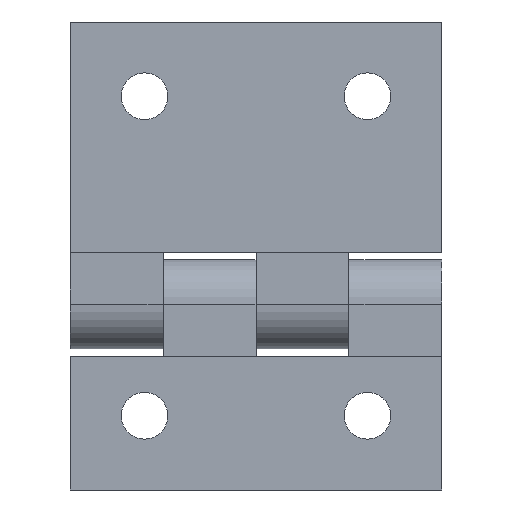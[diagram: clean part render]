
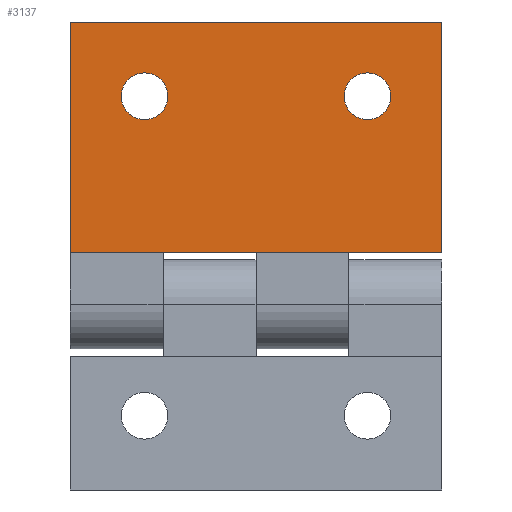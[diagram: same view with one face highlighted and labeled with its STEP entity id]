
A CAD part, left-side view. The second image highlights one B-rep face of the part: STEP entity #3137.
In plain terms, the highlighted planar face has unit normal (-1, 0, 0).
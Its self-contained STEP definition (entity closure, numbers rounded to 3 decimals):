
#1620=CIRCLE('',#3001,3.15);
#1621=CIRCLE('',#3002,3.15);
#1760=ORIENTED_EDGE('',*,*,#2345,.F.);
#1761=ORIENTED_EDGE('',*,*,#2372,.T.);
#1762=ORIENTED_EDGE('',*,*,#2374,.T.);
#1763=ORIENTED_EDGE('',*,*,#2324,.T.);
#1764=ORIENTED_EDGE('',*,*,#2375,.F.);
#1765=ORIENTED_EDGE('',*,*,#2376,.F.);
#1963=VECTOR('',#2671,1.);
#1981=VECTOR('',#2703,1.);
#2004=VECTOR('',#2756,1.);
#2006=VECTOR('',#2762,1.);
#2087=LINE('',#3229,#1963);
#2105=LINE('',#3268,#1981);
#2128=LINE('',#3323,#2004);
#2130=LINE('',#3327,#2006);
#2213=VERTEX_POINT('',#3226);
#2214=VERTEX_POINT('',#3228);
#2228=VERTEX_POINT('',#3266);
#2245=VERTEX_POINT('',#3321);
#2246=VERTEX_POINT('',#3329);
#2247=VERTEX_POINT('',#3331);
#2324=EDGE_CURVE('',#2214,#2213,#2087,.T.);
#2345=EDGE_CURVE('',#2228,#2213,#2105,.T.);
#2372=EDGE_CURVE('',#2228,#2245,#2128,.T.);
#2374=EDGE_CURVE('',#2245,#2214,#2130,.T.);
#2375=EDGE_CURVE('',#2246,#2246,#1620,.T.);
#2376=EDGE_CURVE('',#2247,#2247,#1621,.T.);
#2487=EDGE_LOOP('',(#1760,#1761,#1762,#1763));
#2488=EDGE_LOOP('',(#1764));
#2489=EDGE_LOOP('',(#1765));
#2579=FACE_BOUND('',#2487,.T.);
#2580=FACE_BOUND('',#2488,.T.);
#2581=FACE_BOUND('',#2489,.T.);
#2671=DIRECTION('',(0.,31.,0.));
#2703=DIRECTION('',(0.,0.,50.));
#2756=DIRECTION('',(0.,-31.,0.));
#2762=DIRECTION('',(0.,0.,50.));
#2763=DIRECTION('',(-1.,0.,0.));
#2764=DIRECTION('',(0.,1.,0.));
#2765=DIRECTION('',(-1.,0.,0.));
#2766=DIRECTION('',(0.,0.,3.15));
#2767=DIRECTION('',(-1.,0.,0.));
#2768=DIRECTION('',(0.,0.,3.15));
#3000=AXIS2_PLACEMENT_3D('',#3328,#2763,#2764);
#3001=AXIS2_PLACEMENT_3D('',#3330,#2765,#2766);
#3002=AXIS2_PLACEMENT_3D('',#3332,#2767,#2768);
#3088=PLANE('',#3000);
#3137=ADVANCED_FACE('',(#2579,#2580,#2581),#3088,.T.);
#3226=CARTESIAN_POINT('',(0.,-7.,25.));
#3228=CARTESIAN_POINT('',(0.,-38.,25.));
#3229=CARTESIAN_POINT('',(0.,-38.,25.));
#3266=CARTESIAN_POINT('',(0.,-7.,-25.));
#3268=CARTESIAN_POINT('',(0.,-7.,-25.));
#3321=CARTESIAN_POINT('',(0.,-38.,-25.));
#3323=CARTESIAN_POINT('',(0.,-7.,-25.));
#3327=CARTESIAN_POINT('',(0.,-38.,-25.));
#3328=CARTESIAN_POINT('',(0.,-7.,-25.));
#3329=CARTESIAN_POINT('',(0.,-28.,-11.85));
#3330=CARTESIAN_POINT('',(0.,-28.,-15.));
#3331=CARTESIAN_POINT('',(0.,-28.,18.15));
#3332=CARTESIAN_POINT('',(0.,-28.,15.));
